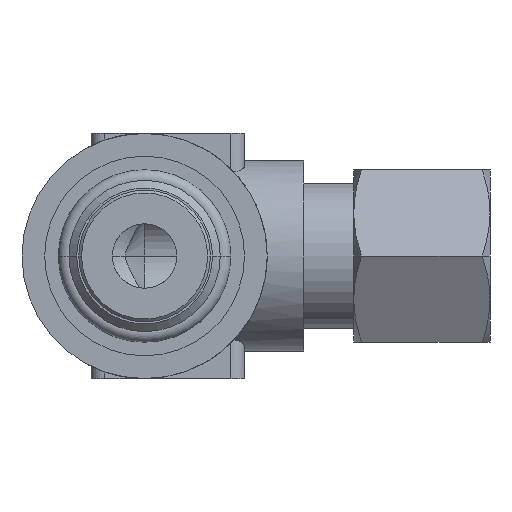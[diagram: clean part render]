
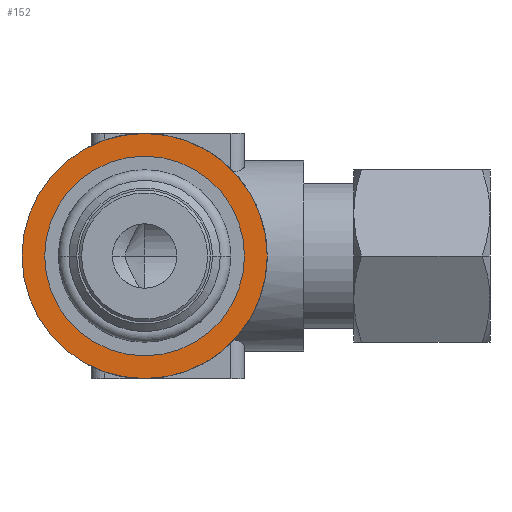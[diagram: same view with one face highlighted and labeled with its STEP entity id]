
A CAD part, front view. The second image highlights one B-rep face of the part: STEP entity #152.
In plain terms, the highlighted planar face has unit normal (0, -1, 0).
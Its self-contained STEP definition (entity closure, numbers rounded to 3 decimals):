
#152=ADVANCED_FACE('',(#411,#412),#413,.T.);
#411=FACE_OUTER_BOUND('',#712,.T.);
#412=FACE_BOUND('',#713,.T.);
#413=PLANE('',#714);
#712=EDGE_LOOP('',(#1630,#1631));
#713=EDGE_LOOP('',(#1632,#1633));
#714=AXIS2_PLACEMENT_3D('',#1634,#1635,#1636);
#1630=ORIENTED_EDGE('',*,*,#2205,.T.);
#1631=ORIENTED_EDGE('',*,*,#1977,.T.);
#1632=ORIENTED_EDGE('',*,*,#1971,.F.);
#1633=ORIENTED_EDGE('',*,*,#2207,.F.);
#1634=CARTESIAN_POINT('',(0.0,9.425,0.0));
#1635=DIRECTION('',(0.0,-1.0,0.0));
#1636=DIRECTION('',(-1.0,0.0,0.0));
#1971=EDGE_CURVE('',#2363,#2359,#2365,.T.);
#1977=EDGE_CURVE('',#2377,#2374,#2378,.T.);
#2205=EDGE_CURVE('',#2374,#2377,#2746,.T.);
#2207=EDGE_CURVE('',#2359,#2363,#2748,.T.);
#2359=VERTEX_POINT('',#2940);
#2363=VERTEX_POINT('',#2945);
#2365=CIRCLE('',#2948,11.0);
#2374=VERTEX_POINT('',#2959);
#2377=VERTEX_POINT('',#2963);
#2378=CIRCLE('',#2964,13.5);
#2746=CIRCLE('',#4339,13.5);
#2748=CIRCLE('',#4341,11.0);
#2940=CARTESIAN_POINT('',(11.0,9.425,0.));
#2945=CARTESIAN_POINT('',(-11.0,9.425,0.));
#2948=AXIS2_PLACEMENT_3D('',#4561,#4562,#4563);
#2959=CARTESIAN_POINT('',(13.5,9.425,0.0));
#2963=CARTESIAN_POINT('',(-13.5,9.425,0.));
#2964=AXIS2_PLACEMENT_3D('',#4573,#4574,#4575);
#4339=AXIS2_PLACEMENT_3D('',#4922,#4923,#4924);
#4341=AXIS2_PLACEMENT_3D('',#4928,#4929,#4930);
#4561=CARTESIAN_POINT('',(0.0,9.425,0.0));
#4562=DIRECTION('',(0.0,-1.0,0.0));
#4563=DIRECTION('',(1.0,0.0,0.0));
#4573=CARTESIAN_POINT('',(0.0,9.425,0.0));
#4574=DIRECTION('',(0.0,-1.0,0.0));
#4575=DIRECTION('',(1.0,0.0,0.0));
#4922=CARTESIAN_POINT('',(0.0,9.425,0.0));
#4923=DIRECTION('',(0.0,-1.0,0.0));
#4924=DIRECTION('',(1.0,0.0,0.0));
#4928=CARTESIAN_POINT('',(0.0,9.425,0.0));
#4929=DIRECTION('',(0.0,-1.0,0.0));
#4930=DIRECTION('',(1.0,0.0,0.0));
